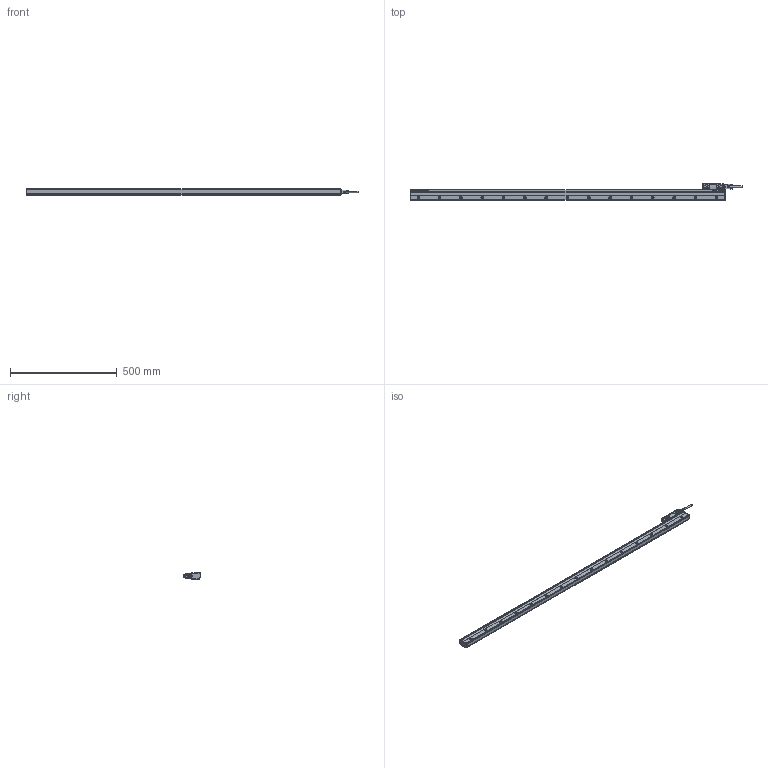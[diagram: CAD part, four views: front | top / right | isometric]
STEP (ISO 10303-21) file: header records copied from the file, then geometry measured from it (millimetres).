
FILE_DESCRIPTION(('CATIA V5 STEP'),'2;1');
FILE_NAME('SR87_L_134.stp','2010-05-26T07:50:24+00:00',('none'),('none'),'CATIA Version 5 Release 19 SP 6 (IN-10)','CATIA V5 STEP AP214','none');
FILE_SCHEMA(('AUTOMOTIVE_DESIGN { 1 0 10303 214 1 1 1 1 }'));
Products named in the file (3): SR87_L_134; SR87-134_S; SR87_head_L
Assembly tree (2 placements, depth 2):
  SR87_L_134
    SR87-134_S
    SR87_head_L
Bounding box: 1557.7 x 78 x 29 mm (x, y, z)
Volume: 1929117.3 mm3; surface area: 280317.1 mm2
Topology: 2 solids, 18 shells, 2559 faces, 6527 edges, 3930 vertices
Faces by surface type: plane 1174, cylinder 886, cone 175, torus 175, sphere 96, bspline 53
Entity records: 75435 total; most frequent: CARTESIAN_POINT 19113, ORIENTED_EDGE 12836, DIRECTION 9299, EDGE_CURVE 6408, AXIS2_PLACEMENT_3D 4031, VERTEX_POINT 3928, VECTOR 3361, LINE 3361
